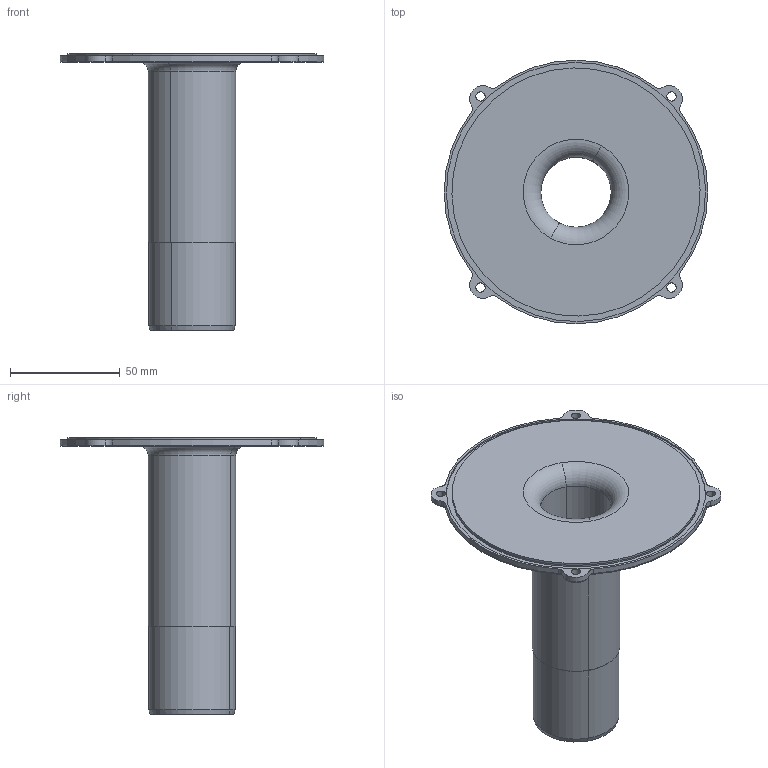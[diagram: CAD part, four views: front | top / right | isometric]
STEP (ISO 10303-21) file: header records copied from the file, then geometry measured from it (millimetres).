
FILE_DESCRIPTION(('CATIA V5 STEP Exchange'),'2;1');
FILE_NAME('A_002_Deckel.stp','2017-10-05T13:42:11+00:00',('none'),('none'),'Version 5-6 Release 2012','CATIA V5 STEP AP203','none');
FILE_SCHEMA(('CONFIG_CONTROL_DESIGN'));
Length unit declared in the file: millimetre
Products named in the file (1): A_002_Deckel
Bounding box: 120 x 120 x 126 mm (x, y, z)
Volume: 92688.2 mm3; surface area: 50865.1 mm2
Topology: 1 solids, 1 shells, 65 faces, 157 edges, 98 vertices
Faces by surface type: cylinder 37, cone 18, plane 6, torus 4
Entity records: 1812 total; most frequent: ORIENTED_EDGE 314, CARTESIAN_POINT 305, DIRECTION 255, EDGE_CURVE 157, AXIS2_PLACEMENT_3D 152, CIRCLE 102, VERTEX_POINT 98, EDGE_LOOP 79
